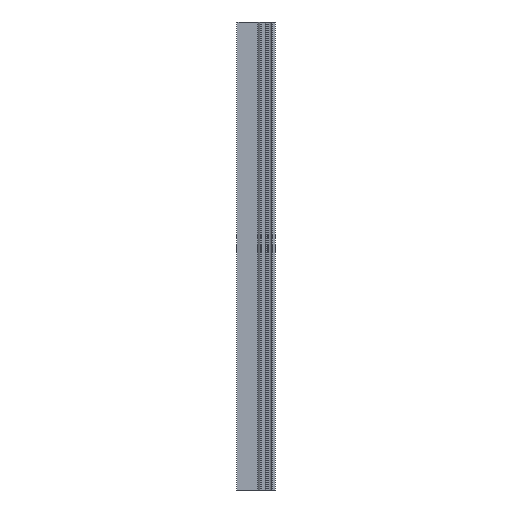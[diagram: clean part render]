
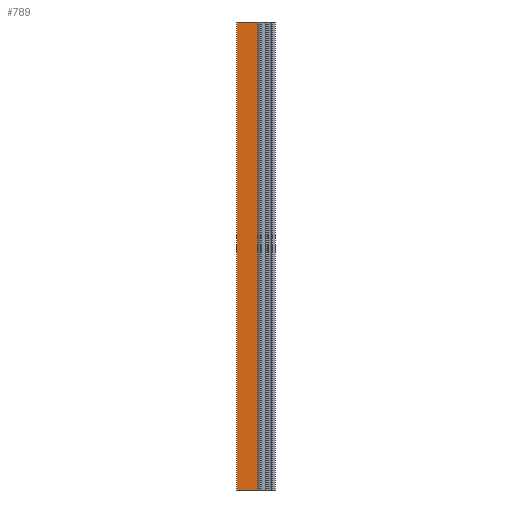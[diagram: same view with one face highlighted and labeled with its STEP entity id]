
A CAD part, front view. The second image highlights one B-rep face of the part: STEP entity #789.
In plain terms, the highlighted planar face has unit normal (0, -1, 0).
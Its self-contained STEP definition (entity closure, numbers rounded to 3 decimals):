
#56 = CARTESIAN_POINT ( 'NONE',  ( 0., 8.8, 140. ) ) ;
#57 = VECTOR ( 'NONE', #981, 1000. ) ;
#58 = ORIENTED_EDGE ( 'NONE', *, *, #801, .F. ) ;
#64 = VECTOR ( 'NONE', #821, 1000. ) ;
#80 = CARTESIAN_POINT ( 'NONE',  ( 0., 8.8, 140. ) ) ;
#128 = LINE ( 'NONE', #218, #1042 ) ;
#180 = VECTOR ( 'NONE', #1023, 1000. ) ;
#218 = CARTESIAN_POINT ( 'NONE',  ( 0., 8.8, -140. ) ) ;
#244 = DIRECTION ( 'NONE',  ( 0., 0., 1. ) ) ;
#345 = ORIENTED_EDGE ( 'NONE', *, *, #696, .T. ) ;
#357 = PLANE ( 'NONE',  #411 ) ;
#387 = LINE ( 'NONE', #774, #64 ) ;
#411 = AXIS2_PLACEMENT_3D ( 'NONE', #56, #715, #244 ) ;
#486 = FACE_OUTER_BOUND ( 'NONE', #879, .T. ) ;
#539 = EDGE_CURVE ( 'NONE', #1057, #992, #709, .T. ) ;
#618 = ORIENTED_EDGE ( 'NONE', *, *, #1214, .T. ) ;
#696 = EDGE_CURVE ( 'NONE', #785, #1008, #128, .T. ) ;
#709 = LINE ( 'NONE', #973, #57 ) ;
#715 = DIRECTION ( 'NONE',  ( 0., 1., 0. ) ) ;
#728 = CARTESIAN_POINT ( 'NONE',  ( 12.9, 8.8, -140. ) ) ;
#774 = CARTESIAN_POINT ( 'NONE',  ( 0., 8.8, 140. ) ) ;
#783 = DIRECTION ( 'NONE',  ( 1., 0., 0. ) ) ;
#785 = VERTEX_POINT ( 'NONE', #1163 ) ;
#789 = ADVANCED_FACE ( 'NONE', ( #486 ), #357, .F. ) ;
#801 = EDGE_CURVE ( 'NONE', #992, #1008, #1003, .T. ) ;
#821 = DIRECTION ( 'NONE',  ( 0., 0., -1. ) ) ;
#879 = EDGE_LOOP ( 'NONE', ( #345, #58, #991, #618 ) ) ;
#971 = CARTESIAN_POINT ( 'NONE',  ( 12.9, 8.8, 140. ) ) ;
#973 = CARTESIAN_POINT ( 'NONE',  ( 0., 8.8, 140. ) ) ;
#981 = DIRECTION ( 'NONE',  ( 1., 0., 0. ) ) ;
#991 = ORIENTED_EDGE ( 'NONE', *, *, #539, .F. ) ;
#992 = VERTEX_POINT ( 'NONE', #1152 ) ;
#1003 = LINE ( 'NONE', #971, #180 ) ;
#1008 = VERTEX_POINT ( 'NONE', #728 ) ;
#1023 = DIRECTION ( 'NONE',  ( 0., 0., -1. ) ) ;
#1042 = VECTOR ( 'NONE', #783, 1000. ) ;
#1057 = VERTEX_POINT ( 'NONE', #80 ) ;
#1152 = CARTESIAN_POINT ( 'NONE',  ( 12.9, 8.8, 140. ) ) ;
#1163 = CARTESIAN_POINT ( 'NONE',  ( 0., 8.8, -140. ) ) ;
#1214 = EDGE_CURVE ( 'NONE', #1057, #785, #387, .T. ) ;
